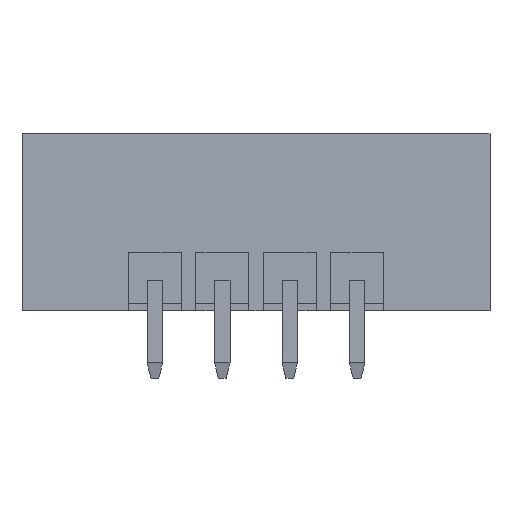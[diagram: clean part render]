
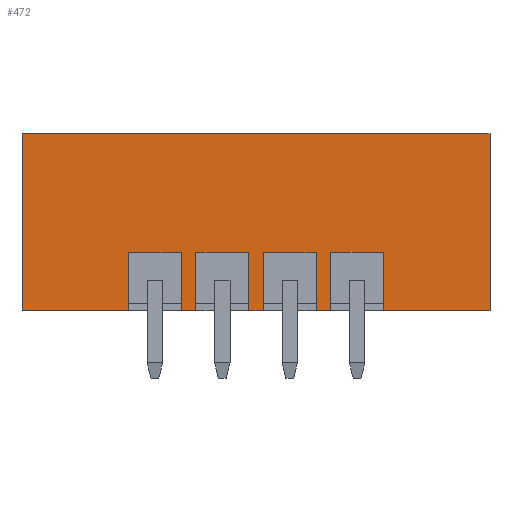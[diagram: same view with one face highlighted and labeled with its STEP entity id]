
A CAD part, front view. The second image highlights one B-rep face of the part: STEP entity #472.
In plain terms, the highlighted planar face has unit normal (0, -1, 0).
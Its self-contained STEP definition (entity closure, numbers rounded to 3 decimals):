
#472 = ADVANCED_FACE( '', ( #1030 ), #1031, .F. );
#1030 = FACE_OUTER_BOUND( '', #1722, .T. );
#1031 = PLANE( '', #1723 );
#1722 = EDGE_LOOP( '', ( #2802, #2803, #2804, #2805, #2806, #2807, #2808, #2809, #2810, #2811, #2812, #2813, #2814, #2815, #2816, #2817, #2818, #2819, #2820, #2821 ) );
#1723 = AXIS2_PLACEMENT_3D( '', #2822, #2823, #2824 );
#2802 = ORIENTED_EDGE( '', *, *, #4293, .F. );
#2803 = ORIENTED_EDGE( '', *, *, #4557, .T. );
#2804 = ORIENTED_EDGE( '', *, *, #4558, .F. );
#2805 = ORIENTED_EDGE( '', *, *, #4559, .F. );
#2806 = ORIENTED_EDGE( '', *, *, #4560, .F. );
#2807 = ORIENTED_EDGE( '', *, *, #4301, .T. );
#2808 = ORIENTED_EDGE( '', *, *, #4561, .F. );
#2809 = ORIENTED_EDGE( '', *, *, #4562, .F. );
#2810 = ORIENTED_EDGE( '', *, *, #4563, .F. );
#2811 = ORIENTED_EDGE( '', *, *, #4220, .T. );
#2812 = ORIENTED_EDGE( '', *, *, #4564, .F. );
#2813 = ORIENTED_EDGE( '', *, *, #4565, .F. );
#2814 = ORIENTED_EDGE( '', *, *, #4566, .F. );
#2815 = ORIENTED_EDGE( '', *, *, #4567, .T. );
#2816 = ORIENTED_EDGE( '', *, *, #4568, .F. );
#2817 = ORIENTED_EDGE( '', *, *, #4253, .F. );
#2818 = ORIENTED_EDGE( '', *, *, #4569, .T. );
#2819 = ORIENTED_EDGE( '', *, *, #4481, .T. );
#2820 = ORIENTED_EDGE( '', *, *, #4570, .F. );
#2821 = ORIENTED_EDGE( '', *, *, #4571, .F. );
#2822 = CARTESIAN_POINT( '', ( 12.15, -3.6, 4.6 ) );
#2823 = DIRECTION( '', ( 0., 1., 0. ) );
#2824 = DIRECTION( '', ( 0., 0., 1. ) );
#4220 = EDGE_CURVE( '', #5025, #5026, #5027, .T. );
#4253 = EDGE_CURVE( '', #5085, #5087, #5088, .T. );
#4293 = EDGE_CURVE( '', #5156, #5158, #5159, .F. );
#4301 = EDGE_CURVE( '', #5170, #5171, #5172, .T. );
#4481 = EDGE_CURVE( '', #5472, #5476, #5478, .T. );
#4557 = EDGE_CURVE( '', #5156, #5596, #5597, .T. );
#4558 = EDGE_CURVE( '', #5598, #5596, #5599, .T. );
#4559 = EDGE_CURVE( '', #5600, #5598, #5601, .T. );
#4560 = EDGE_CURVE( '', #5170, #5600, #5602, .F. );
#4561 = EDGE_CURVE( '', #5603, #5171, #5604, .T. );
#4562 = EDGE_CURVE( '', #5605, #5603, #5606, .T. );
#4563 = EDGE_CURVE( '', #5025, #5605, #5607, .F. );
#4564 = EDGE_CURVE( '', #5608, #5026, #5609, .T. );
#4565 = EDGE_CURVE( '', #5610, #5608, #5611, .T. );
#4566 = EDGE_CURVE( '', #5612, #5610, #5613, .F. );
#4567 = EDGE_CURVE( '', #5612, #5614, #5615, .T. );
#4568 = EDGE_CURVE( '', #5087, #5614, #5616, .T. );
#4569 = EDGE_CURVE( '', #5085, #5472, #5617, .T. );
#4570 = EDGE_CURVE( '', #5618, #5476, #5619, .T. );
#4571 = EDGE_CURVE( '', #5158, #5618, #5620, .T. );
#5025 = VERTEX_POINT( '', #6212 );
#5026 = VERTEX_POINT( '', #6213 );
#5027 = LINE( '', #6214, #6215 );
#5085 = VERTEX_POINT( '', #6297 );
#5087 = VERTEX_POINT( '', #6300 );
#5088 = LINE( '', #6301, #6302 );
#5156 = VERTEX_POINT( '', #6397 );
#5158 = VERTEX_POINT( '', #6400 );
#5159 = LINE( '', #6401, #6402 );
#5170 = VERTEX_POINT( '', #6418 );
#5171 = VERTEX_POINT( '', #6419 );
#5172 = LINE( '', #6420, #6421 );
#5472 = VERTEX_POINT( '', #6903 );
#5476 = VERTEX_POINT( '', #6909 );
#5478 = LINE( '', #6912, #6913 );
#5596 = VERTEX_POINT( '', #7206 );
#5597 = LINE( '', #7207, #7208 );
#5598 = VERTEX_POINT( '', #7209 );
#5599 = LINE( '', #7210, #7211 );
#5600 = VERTEX_POINT( '', #7212 );
#5601 = LINE( '', #7213, #7214 );
#5602 = LINE( '', #7215, #7216 );
#5603 = VERTEX_POINT( '', #7217 );
#5604 = LINE( '', #7218, #7219 );
#5605 = VERTEX_POINT( '', #7220 );
#5606 = LINE( '', #7221, #7222 );
#5607 = LINE( '', #7223, #7224 );
#5608 = VERTEX_POINT( '', #7225 );
#5609 = LINE( '', #7226, #7227 );
#5610 = VERTEX_POINT( '', #7228 );
#5611 = LINE( '', #7229, #7230 );
#5612 = VERTEX_POINT( '', #7231 );
#5613 = LINE( '', #7232, #7233 );
#5614 = VERTEX_POINT( '', #7234 );
#5615 = LINE( '', #7235, #7236 );
#5616 = LINE( '', #7237, #7238 );
#5617 = LINE( '', #7239, #7240 );
#5618 = VERTEX_POINT( '', #7241 );
#5619 = LINE( '', #7242, #7243 );
#5620 = LINE( '', #7244, #7245 );
#6212 = CARTESIAN_POINT( '', ( 3.125, -3.6, -1.55 ) );
#6213 = CARTESIAN_POINT( '', ( 3.125, -3.6, -4.6 ) );
#6214 = CARTESIAN_POINT( '', ( 3.125, -3.6, -1.55 ) );
#6215 = VECTOR( '', #8140, 1000. );
#6297 = CARTESIAN_POINT( '', ( 12.15, -3.6, 4.6 ) );
#6300 = CARTESIAN_POINT( '', ( 12.15, -3.6, -4.6 ) );
#6301 = CARTESIAN_POINT( '', ( 12.15, -3.6, 4.6 ) );
#6302 = VECTOR( '', #8172, 1000. );
#6397 = CARTESIAN_POINT( '', ( -3.875, -3.6, -1.55 ) );
#6400 = CARTESIAN_POINT( '', ( -6.625, -3.6, -1.55 ) );
#6401 = CARTESIAN_POINT( '', ( -6.625, -3.6, -1.55 ) );
#6402 = VECTOR( '', #8213, 1000. );
#6418 = CARTESIAN_POINT( '', ( -0.375, -3.6, -1.55 ) );
#6419 = CARTESIAN_POINT( '', ( -0.375, -3.6, -4.6 ) );
#6420 = CARTESIAN_POINT( '', ( -0.375, -3.6, -1.55 ) );
#6421 = VECTOR( '', #8219, 1000. );
#6903 = CARTESIAN_POINT( '', ( -12.15, -3.6, 4.6 ) );
#6909 = CARTESIAN_POINT( '', ( -12.15, -3.6, -4.6 ) );
#6912 = CARTESIAN_POINT( '', ( -12.15, -3.6, 4.6 ) );
#6913 = VECTOR( '', #8366, 1000. );
#7206 = CARTESIAN_POINT( '', ( -3.875, -3.6, -4.6 ) );
#7207 = CARTESIAN_POINT( '', ( -3.875, -3.6, -1.55 ) );
#7208 = VECTOR( '', #8425, 1000. );
#7209 = CARTESIAN_POINT( '', ( -3.125, -3.6, -4.6 ) );
#7210 = CARTESIAN_POINT( '', ( 12.15, -3.6, -4.6 ) );
#7211 = VECTOR( '', #8426, 1000. );
#7212 = CARTESIAN_POINT( '', ( -3.125, -3.6, -1.55 ) );
#7213 = CARTESIAN_POINT( '', ( -3.125, -3.6, -1.55 ) );
#7214 = VECTOR( '', #8427, 1000. );
#7215 = CARTESIAN_POINT( '', ( -3.125, -3.6, -1.55 ) );
#7216 = VECTOR( '', #8428, 1000. );
#7217 = CARTESIAN_POINT( '', ( 0.375, -3.6, -4.6 ) );
#7218 = CARTESIAN_POINT( '', ( 12.15, -3.6, -4.6 ) );
#7219 = VECTOR( '', #8429, 1000. );
#7220 = CARTESIAN_POINT( '', ( 0.375, -3.6, -1.55 ) );
#7221 = CARTESIAN_POINT( '', ( 0.375, -3.6, -1.55 ) );
#7222 = VECTOR( '', #8430, 1000. );
#7223 = CARTESIAN_POINT( '', ( 0.375, -3.6, -1.55 ) );
#7224 = VECTOR( '', #8431, 1000. );
#7225 = CARTESIAN_POINT( '', ( 3.875, -3.6, -4.6 ) );
#7226 = CARTESIAN_POINT( '', ( 12.15, -3.6, -4.6 ) );
#7227 = VECTOR( '', #8432, 1000. );
#7228 = CARTESIAN_POINT( '', ( 3.875, -3.6, -1.55 ) );
#7229 = CARTESIAN_POINT( '', ( 3.875, -3.6, -1.55 ) );
#7230 = VECTOR( '', #8433, 1000. );
#7231 = CARTESIAN_POINT( '', ( 6.625, -3.6, -1.55 ) );
#7232 = CARTESIAN_POINT( '', ( 3.875, -3.6, -1.55 ) );
#7233 = VECTOR( '', #8434, 1000. );
#7234 = CARTESIAN_POINT( '', ( 6.625, -3.6, -4.6 ) );
#7235 = CARTESIAN_POINT( '', ( 6.625, -3.6, -1.55 ) );
#7236 = VECTOR( '', #8435, 1000. );
#7237 = CARTESIAN_POINT( '', ( 12.15, -3.6, -4.6 ) );
#7238 = VECTOR( '', #8436, 1000. );
#7239 = CARTESIAN_POINT( '', ( 12.15, -3.6, 4.6 ) );
#7240 = VECTOR( '', #8437, 1000. );
#7241 = CARTESIAN_POINT( '', ( -6.625, -3.6, -4.6 ) );
#7242 = CARTESIAN_POINT( '', ( 12.15, -3.6, -4.6 ) );
#7243 = VECTOR( '', #8438, 1000. );
#7244 = CARTESIAN_POINT( '', ( -6.625, -3.6, -1.55 ) );
#7245 = VECTOR( '', #8439, 1000. );
#8140 = DIRECTION( '', ( 0., 0., -1. ) );
#8172 = DIRECTION( '', ( 0., 0., -1. ) );
#8213 = DIRECTION( '', ( 1., 0., 0. ) );
#8219 = DIRECTION( '', ( 0., 0., -1. ) );
#8366 = DIRECTION( '', ( 0., 0., -1. ) );
#8425 = DIRECTION( '', ( 0., 0., -1. ) );
#8426 = DIRECTION( '', ( -1., 0., 0. ) );
#8427 = DIRECTION( '', ( 0., 0., -1. ) );
#8428 = DIRECTION( '', ( 1., 0., 0. ) );
#8429 = DIRECTION( '', ( -1., 0., 0. ) );
#8430 = DIRECTION( '', ( 0., 0., -1. ) );
#8431 = DIRECTION( '', ( 1., 0., 0. ) );
#8432 = DIRECTION( '', ( -1., 0., 0. ) );
#8433 = DIRECTION( '', ( 0., 0., -1. ) );
#8434 = DIRECTION( '', ( 1., 0., 0. ) );
#8435 = DIRECTION( '', ( 0., 0., -1. ) );
#8436 = DIRECTION( '', ( -1., 0., 0. ) );
#8437 = DIRECTION( '', ( -1., 0., 0. ) );
#8438 = DIRECTION( '', ( -1., 0., 0. ) );
#8439 = DIRECTION( '', ( 0., 0., -1. ) );
